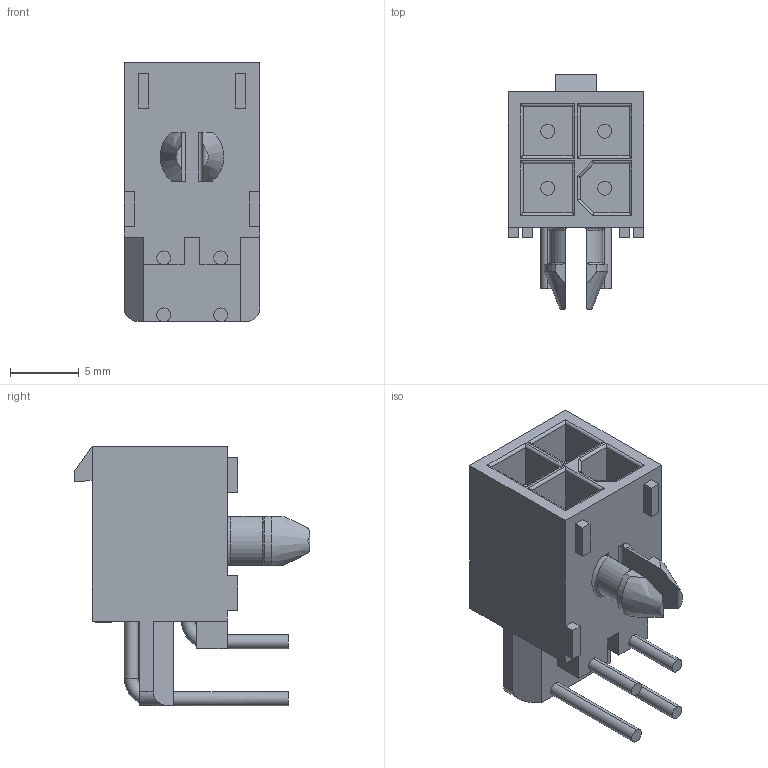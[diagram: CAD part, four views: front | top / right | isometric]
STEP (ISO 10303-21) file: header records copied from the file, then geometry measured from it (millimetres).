
FILE_DESCRIPTION((''),'2;1');
FILE_NAME('C-1-770968-0','2017-06-15T',('workeradm'),('Tyco Electronics Ltd.'),'CREO PARAMETRIC BY PTC INC, 2016050','CREO PARAMETRIC BY PTC INC, 2016050','');
FILE_SCHEMA(('AUTOMOTIVE_DESIGN { 1 0 10303 214 1 1 1 1 }'));
Length unit declared in the file: millimetre
Products named in the file (1): C-1-770968-0
Bounding box: 9.86 x 17.09 x 18.84 mm (x, y, z)
Volume: 1019.4 mm3; surface area: 1725.6 mm2
Topology: 1 solids, 1 shells, 182 faces, 472 edges, 308 vertices
Faces by surface type: plane 118, cylinder 48, torus 14, cone 2
Entity records: 5937 total; most frequent: CARTESIAN_POINT 1455, ORIENTED_EDGE 944, DIRECTION 858, EDGE_CURVE 472, VECTOR 346, LINE 346, VERTEX_POINT 308, AXIS2_PLACEMENT_3D 256
